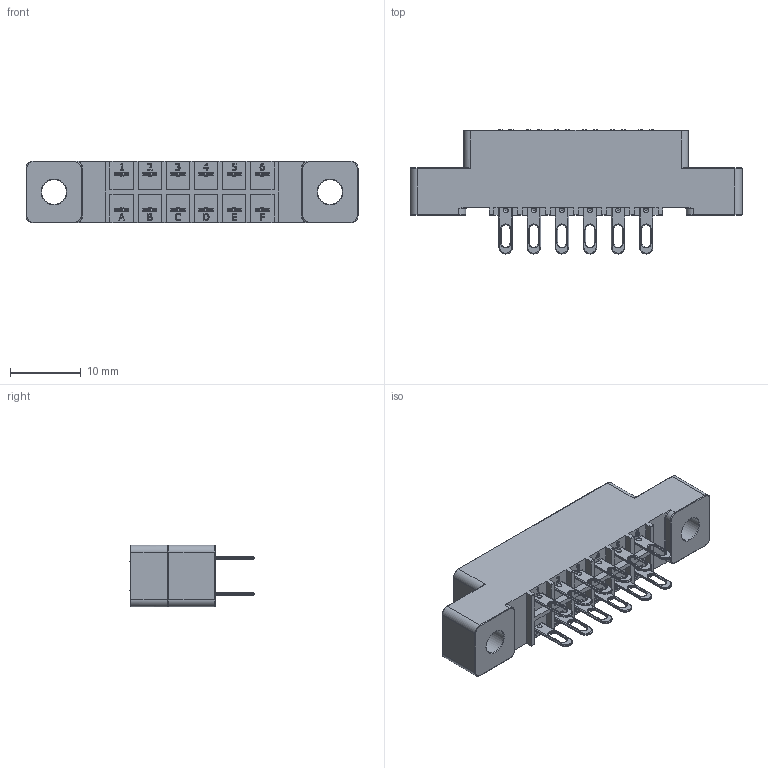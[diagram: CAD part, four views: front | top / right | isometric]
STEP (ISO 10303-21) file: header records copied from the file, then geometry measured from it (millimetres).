
FILE_DESCRIPTION(/* description */ (''),/* implementation_level */ '2;1');
FILE_NAME(/* name */ 'C64 Tapeport Connector.STEP',/* time_stamp */ '2019-09-15T11:07:26+02:00',/* author */ ('PCB-Tech'),/* organization */ (''),/* preprocessor_version */ 'ST-DEVELOPER v17',/* originating_system */ 'Autodesk Inventor 2019',/* authorisation */ '');
FILE_SCHEMA (('AUTOMOTIVE_DESIGN { 1 0 10303 214 3 1 1 }'));
Length unit declared in the file: millimetre
Products named in the file (4): C64 Userport Connector; Metallzunge; Card Edge Connector 2x12 (Userport); Trenner Edge Conn
Assembly tree (14 placements, depth 2):
  C64 Userport Connector
    Metallzunge  x12
    Card Edge Connector 2x12 (Userport)
    Trenner Edge Conn
Bounding box: 46.79 x 17.49 x 8.71 mm (x, y, z)
Volume: 3068.7 mm3; surface area: 4899.8 mm2
Topology: 14 solids, 14 shells, 2789 faces, 6856 edges, 4142 vertices
Faces by surface type: plane 1004, cylinder 805, torus 418, bspline 394, sphere 168
Full cylindrical faces by diameter (mm): 3.45 x2
Entity records: 40138 total; most frequent: CARTESIAN_POINT 11246, ORIENTED_EDGE 6572, DIRECTION 4840, EDGE_CURVE 3286, LINE 2220, VECTOR 2220, VERTEX_POINT 2140, EDGE_LOOP 1310
